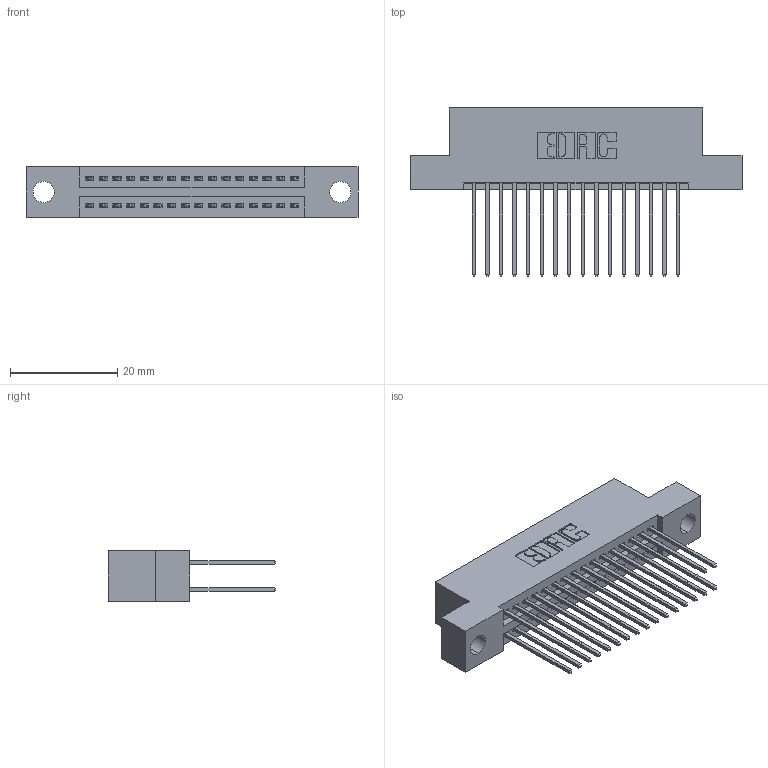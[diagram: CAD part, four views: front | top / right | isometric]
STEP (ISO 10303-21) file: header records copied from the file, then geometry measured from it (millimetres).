
FILE_DESCRIPTION (( 'STEP AP203' ), '1' );
FILE_NAME ('345-032-542-204.STEP', '2021-05-19T23:45:13', ( '' ), ( '' ), 'SwSTEP 2.0', 'SolidWorks 2020', '' );
FILE_SCHEMA (( 'CONFIG_CONTROL_DESIGN' ));
Length unit declared in the file: inch
Products named in the file (3): 345-032-542-204; 345 Part_Flush Mounting Lugs - 0.156 Dia-TI; 345-292-001_345-293-142
Assembly tree (33 placements, depth 2):
  345-032-542-204
    345 Part_Flush Mounting Lugs - 0.156 Dia-TI
    345-292-001_345-293-142  x32
Bounding box: 61.85 x 31.29 x 9.4 mm (x, y, z)
Volume: 5810 mm3; surface area: 8633.2 mm2
Topology: 33 solids, 33 shells, 1740 faces, 5145 edges, 3386 vertices
Faces by surface type: plane 1150, cylinder 590
Entity records: 16491 total; most frequent: CARTESIAN_POINT 2794, ORIENTED_EDGE 2726, DIRECTION 2495, EDGE_CURVE 1363, LINE 1167, VECTOR 1167, VERTEX_POINT 906, AXIS2_PLACEMENT_3D 664
